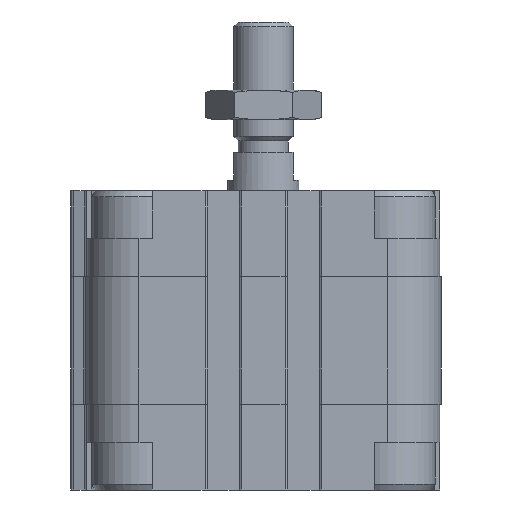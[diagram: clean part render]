
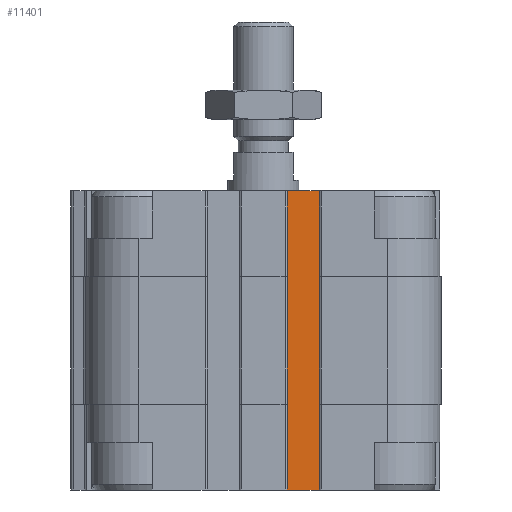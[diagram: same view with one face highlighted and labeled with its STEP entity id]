
A CAD part, left-side view. The second image highlights one B-rep face of the part: STEP entity #11401.
In plain terms, the highlighted face is planar.
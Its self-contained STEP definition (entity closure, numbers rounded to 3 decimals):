
#159=LINE('',#17189,#1219);
#356=LINE('',#17881,#1416);
#357=LINE('',#17883,#1417);
#358=LINE('',#17885,#1418);
#1219=VECTOR('',#13399,1000.);
#1416=VECTOR('',#14002,1000.);
#1417=VECTOR('',#14005,1000.);
#1418=VECTOR('',#14006,1000.);
#2236=PLANE('',#12304);
#3729=ORIENTED_EDGE('',*,*,#6648,.F.);
#3730=ORIENTED_EDGE('',*,*,#6988,.F.);
#3731=ORIENTED_EDGE('',*,*,#6989,.T.);
#3732=ORIENTED_EDGE('',*,*,#6990,.T.);
#6648=EDGE_CURVE('',#8322,#8323,#159,.T.);
#6988=EDGE_CURVE('',#8614,#8322,#356,.T.);
#6989=EDGE_CURVE('',#8614,#8615,#357,.T.);
#6990=EDGE_CURVE('',#8615,#8323,#358,.T.);
#8322=VERTEX_POINT('',#17188);
#8323=VERTEX_POINT('',#17190);
#8614=VERTEX_POINT('',#17880);
#8615=VERTEX_POINT('',#17884);
#9787=EDGE_LOOP('',(#3729,#3730,#3731,#3732));
#10581=FACE_BOUND('',#9787,.T.);
#11401=ADVANCED_FACE('',(#10581),#2236,.T.);
#12304=AXIS2_PLACEMENT_3D('',#17882,#14003,#14004);
#13399=DIRECTION('',(0.,1.,0.));
#14002=DIRECTION('',(0.,0.,1.));
#14003=DIRECTION('',(1.,0.,0.));
#14004=DIRECTION('',(0.,0.,-1.));
#14005=DIRECTION('',(0.,1.,0.));
#14006=DIRECTION('',(0.,0.,1.));
#17188=CARTESIAN_POINT('',(25.,3.75,0.));
#17189=CARTESIAN_POINT('',(25.,3.75,0.));
#17190=CARTESIAN_POINT('',(25.,9.75,0.));
#17880=CARTESIAN_POINT('',(25.,3.75,-50.5));
#17881=CARTESIAN_POINT('',(25.,3.75,-14.5));
#17882=CARTESIAN_POINT('',(25.,3.75,-14.5));
#17883=CARTESIAN_POINT('',(25.,3.75,-50.5));
#17884=CARTESIAN_POINT('',(25.,9.75,-50.5));
#17885=CARTESIAN_POINT('',(25.,9.75,-14.5));
